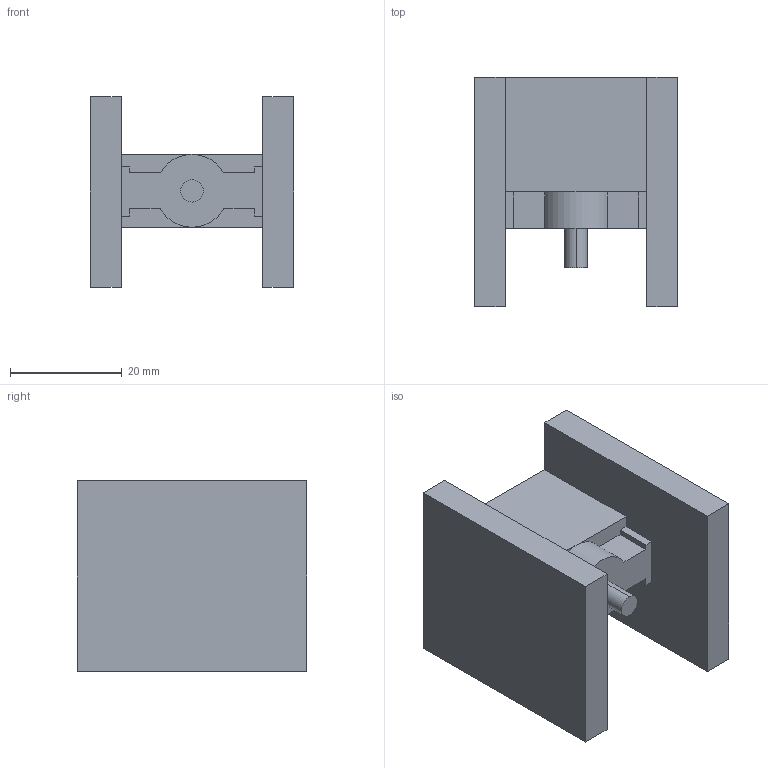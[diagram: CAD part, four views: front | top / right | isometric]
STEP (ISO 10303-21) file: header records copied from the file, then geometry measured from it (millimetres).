
FILE_DESCRIPTION (( 'STEP AP203' ), '1' );
FILE_NAME ('Tie Fighter Blank.STEP', '2016-04-01T14:57:55', ( '' ), ( '' ), 'SwSTEP 2.0', 'SolidWorks 2016', '' );
FILE_SCHEMA (( 'CONFIG_CONTROL_DESIGN' ));
Length unit declared in the file: millimetre
Products named in the file (1): Tie Fighter Blank
Bounding box: 36.28 x 41 x 34 mm (x, y, z)
Volume: 23605.2 mm3; surface area: 8750.9 mm2
Topology: 1 solids, 1 shells, 36 faces, 96 edges, 63 vertices
Faces by surface type: plane 31, cylinder 5
Entity records: 1184 total; most frequent: CARTESIAN_POINT 196, ORIENTED_EDGE 192, DIRECTION 181, EDGE_CURVE 96, LINE 85, VECTOR 85, VERTEX_POINT 63, AXIS2_PLACEMENT_3D 48
